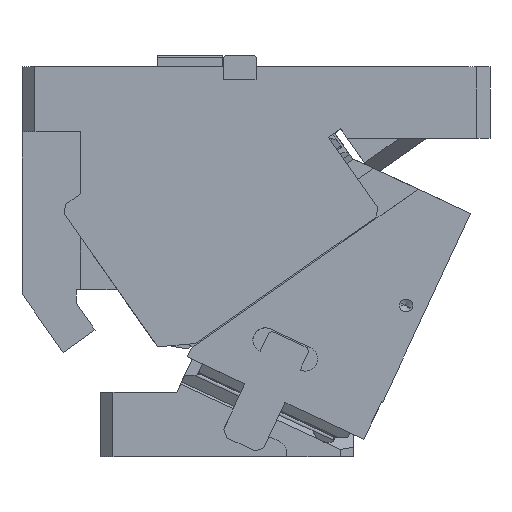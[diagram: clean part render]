
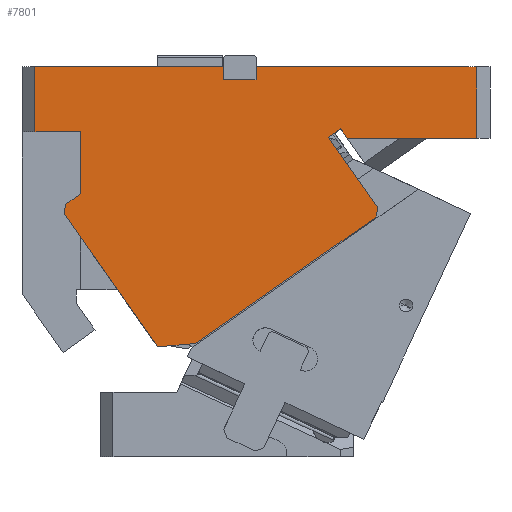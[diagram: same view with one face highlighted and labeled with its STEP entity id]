
A CAD part, front view. The second image highlights one B-rep face of the part: STEP entity #7801.
In plain terms, the highlighted planar face has unit normal (0, -1, 0).
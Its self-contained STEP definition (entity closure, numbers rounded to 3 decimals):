
#293=CARTESIAN_POINT('Vertex',(-310.,-110.,195.)) ;
#296=CARTESIAN_POINT('Line Origine',(-237.5,-110.,195.)) ;
#300=CARTESIAN_POINT('Vertex',(-165.,-110.,195.)) ;
#578=CARTESIAN_POINT('Vertex',(-310.,-110.,145.)) ;
#581=CARTESIAN_POINT('Line Origine',(-310.,-110.,170.)) ;
#609=CARTESIAN_POINT('Vertex',(-275.,-110.,145.)) ;
#612=CARTESIAN_POINT('Line Origine',(-292.5,-110.,145.)) ;
#1102=CARTESIAN_POINT('Vertex',(-275.,-110.,97.28)) ;
#1105=CARTESIAN_POINT('Line Origine',(-275.,-110.,121.14)) ;
#1258=CARTESIAN_POINT('Vertex',(-69.814,-110.,140.)) ;
#1261=CARTESIAN_POINT('Line Origine',(-72.38,-110.,143.664)) ;
#1265=CARTESIAN_POINT('Vertex',(-74.945,-110.,147.328)) ;
#1733=CARTESIAN_POINT('Vertex',(-286.401,-110.,89.296)) ;
#1736=CARTESIAN_POINT('Line Origine',(-280.701,-110.,93.288)) ;
#2343=CARTESIAN_POINT('Vertex',(-287.629,-110.,82.333)) ;
#2346=CARTESIAN_POINT('Line Origine',(-287.015,-110.,85.815)) ;
#3467=CARTESIAN_POINT('Vertex',(-165.,-110.,185.)) ;
#3470=CARTESIAN_POINT('Line Origine',(-152.5,-110.,185.)) ;
#3474=CARTESIAN_POINT('Vertex',(-140.,-110.,185.)) ;
#3502=CARTESIAN_POINT('Line Origine',(-140.,-110.,190.)) ;
#3506=CARTESIAN_POINT('Vertex',(-140.,-110.,195.)) ;
#3541=CARTESIAN_POINT('Vertex',(30.,-110.,140.)) ;
#3555=CARTESIAN_POINT('Vertex',(30.,-110.,195.)) ;
#3558=CARTESIAN_POINT('Line Origine',(30.,-110.,167.5)) ;
#3583=CARTESIAN_POINT('Vertex',(-46.366,-110.,86.463)) ;
#3586=CARTESIAN_POINT('Line Origine',(-46.98,-110.,82.981)) ;
#3590=CARTESIAN_POINT('Vertex',(-47.594,-110.,79.499)) ;
#3622=CARTESIAN_POINT('Vertex',(-186.587,-110.,-17.825)) ;
#3632=CARTESIAN_POINT('Line Origine',(-117.09,-110.,30.837)) ;
#6374=CARTESIAN_POINT('Vertex',(-84.365,-110.,140.731)) ;
#6377=CARTESIAN_POINT('Line Origine',(-65.366,-110.,113.597)) ;
#6400=CARTESIAN_POINT('Line Origine',(-201.15,-110.,-19.099)) ;
#6404=CARTESIAN_POINT('Vertex',(-215.713,-110.,-20.373)) ;
#6798=CARTESIAN_POINT('Line Origine',(-251.671,-110.,30.98)) ;
#7198=CARTESIAN_POINT('Line Origine',(-79.655,-110.,144.029)) ;
#7475=CARTESIAN_POINT('Line Origine',(-19.907,-110.,140.)) ;
#7519=CARTESIAN_POINT('Line Origine',(-55.,-110.,195.)) ;
#7763=CARTESIAN_POINT('Line Origine',(-165.,-110.,190.)) ;
#7775=CARTESIAN_POINT('Axis2P3D Location',(40.,-110.,145.)) ;
#297=DIRECTION('Vector Direction',(-1.,0.,0.)) ;
#582=DIRECTION('Vector Direction',(0.,0.,-1.)) ;
#613=DIRECTION('Vector Direction',(-1.,0.,0.)) ;
#1106=DIRECTION('Vector Direction',(0.,0.,-1.)) ;
#1262=DIRECTION('Vector Direction',(0.574,0.,-0.819)) ;
#1737=DIRECTION('Vector Direction',(-0.819,0.,-0.574)) ;
#2347=DIRECTION('Vector Direction',(-0.174,0.,-0.985)) ;
#3471=DIRECTION('Vector Direction',(-1.,0.,0.)) ;
#3503=DIRECTION('Vector Direction',(0.,0.,-1.)) ;
#3559=DIRECTION('Vector Direction',(0.,0.,1.)) ;
#3587=DIRECTION('Vector Direction',(0.174,0.,0.985)) ;
#3633=DIRECTION('Vector Direction',(0.819,0.,0.574)) ;
#6378=DIRECTION('Vector Direction',(0.574,0.,-0.819)) ;
#6401=DIRECTION('Vector Direction',(-0.996,0.,-0.087)) ;
#6799=DIRECTION('Vector Direction',(-0.574,0.,0.819)) ;
#7199=DIRECTION('Vector Direction',(-0.819,0.,-0.574)) ;
#7476=DIRECTION('Vector Direction',(1.,0.,0.)) ;
#7520=DIRECTION('Vector Direction',(-1.,0.,0.)) ;
#7764=DIRECTION('Vector Direction',(0.,0.,-1.)) ;
#7776=DIRECTION('Axis2P3D Direction',(0.,1.,0.)) ;
#7777=DIRECTION('Axis2P3D XDirection',(-1.,0.,0.)) ;
#7778=AXIS2_PLACEMENT_3D('Plane Axis2P3D',#7775,#7776,#7777) ;
#7781=ORIENTED_EDGE('',*,*,#3636,.T.) ;
#7782=ORIENTED_EDGE('',*,*,#3592,.T.) ;
#7783=ORIENTED_EDGE('',*,*,#6381,.F.) ;
#7784=ORIENTED_EDGE('',*,*,#7202,.F.) ;
#7785=ORIENTED_EDGE('',*,*,#1267,.T.) ;
#7786=ORIENTED_EDGE('',*,*,#7479,.T.) ;
#7787=ORIENTED_EDGE('',*,*,#3562,.T.) ;
#7788=ORIENTED_EDGE('',*,*,#7523,.T.) ;
#7789=ORIENTED_EDGE('',*,*,#3508,.T.) ;
#7790=ORIENTED_EDGE('',*,*,#3476,.T.) ;
#7791=ORIENTED_EDGE('',*,*,#7767,.F.) ;
#7792=ORIENTED_EDGE('',*,*,#302,.T.) ;
#7793=ORIENTED_EDGE('',*,*,#585,.T.) ;
#7794=ORIENTED_EDGE('',*,*,#616,.F.) ;
#7795=ORIENTED_EDGE('',*,*,#1109,.T.) ;
#7796=ORIENTED_EDGE('',*,*,#1740,.T.) ;
#7797=ORIENTED_EDGE('',*,*,#2350,.T.) ;
#7798=ORIENTED_EDGE('',*,*,#6802,.F.) ;
#7799=ORIENTED_EDGE('',*,*,#6406,.F.) ;
#298=VECTOR('Line Direction',#297,1.) ;
#583=VECTOR('Line Direction',#582,1.) ;
#614=VECTOR('Line Direction',#613,1.) ;
#1107=VECTOR('Line Direction',#1106,1.) ;
#1263=VECTOR('Line Direction',#1262,1.) ;
#1738=VECTOR('Line Direction',#1737,1.) ;
#2348=VECTOR('Line Direction',#2347,1.) ;
#3472=VECTOR('Line Direction',#3471,1.) ;
#3504=VECTOR('Line Direction',#3503,1.) ;
#3560=VECTOR('Line Direction',#3559,1.) ;
#3588=VECTOR('Line Direction',#3587,1.) ;
#3634=VECTOR('Line Direction',#3633,1.) ;
#6379=VECTOR('Line Direction',#6378,1.) ;
#6402=VECTOR('Line Direction',#6401,1.) ;
#6800=VECTOR('Line Direction',#6799,1.) ;
#7200=VECTOR('Line Direction',#7199,1.) ;
#7477=VECTOR('Line Direction',#7476,1.) ;
#7521=VECTOR('Line Direction',#7520,1.) ;
#7765=VECTOR('Line Direction',#7764,1.) ;
#7801=ADVANCED_FACE('CAM HOLDER',(#7800),#7779,.F.) ;
#302=EDGE_CURVE('',#301,#294,#299,.T.) ;
#585=EDGE_CURVE('',#294,#579,#584,.T.) ;
#616=EDGE_CURVE('',#610,#579,#615,.T.) ;
#1109=EDGE_CURVE('',#610,#1103,#1108,.T.) ;
#1267=EDGE_CURVE('',#1266,#1259,#1264,.T.) ;
#1740=EDGE_CURVE('',#1103,#1734,#1739,.T.) ;
#2350=EDGE_CURVE('',#1734,#2344,#2349,.T.) ;
#3476=EDGE_CURVE('',#3475,#3468,#3473,.T.) ;
#3508=EDGE_CURVE('',#3507,#3475,#3505,.T.) ;
#3562=EDGE_CURVE('',#3542,#3556,#3561,.T.) ;
#3592=EDGE_CURVE('',#3591,#3584,#3589,.T.) ;
#3636=EDGE_CURVE('',#3623,#3591,#3635,.T.) ;
#6381=EDGE_CURVE('',#6375,#3584,#6380,.T.) ;
#6406=EDGE_CURVE('',#3623,#6405,#6403,.T.) ;
#6802=EDGE_CURVE('',#6405,#2344,#6801,.T.) ;
#7202=EDGE_CURVE('',#1266,#6375,#7201,.T.) ;
#7479=EDGE_CURVE('',#1259,#3542,#7478,.T.) ;
#7523=EDGE_CURVE('',#3556,#3507,#7522,.T.) ;
#7767=EDGE_CURVE('',#301,#3468,#7766,.T.) ;
#7780=EDGE_LOOP('',(#7781,#7782,#7783,#7784,#7785,#7786,#7787,#7788,#7789,#7790,#7791,#7792,#7793,#7794,#7795,#7796,#7797,#7798,#7799)) ;
#7800=FACE_OUTER_BOUND('',#7780,.T.) ;
#299=LINE('Line',#296,#298) ;
#584=LINE('Line',#581,#583) ;
#615=LINE('Line',#612,#614) ;
#1108=LINE('Line',#1105,#1107) ;
#1264=LINE('Line',#1261,#1263) ;
#1739=LINE('Line',#1736,#1738) ;
#2349=LINE('Line',#2346,#2348) ;
#3473=LINE('Line',#3470,#3472) ;
#3505=LINE('Line',#3502,#3504) ;
#3561=LINE('Line',#3558,#3560) ;
#3589=LINE('Line',#3586,#3588) ;
#3635=LINE('Line',#3632,#3634) ;
#6380=LINE('Line',#6377,#6379) ;
#6403=LINE('Line',#6400,#6402) ;
#6801=LINE('Line',#6798,#6800) ;
#7201=LINE('Line',#7198,#7200) ;
#7478=LINE('Line',#7475,#7477) ;
#7522=LINE('Line',#7519,#7521) ;
#7766=LINE('Line',#7763,#7765) ;
#7779=PLANE('Plane',#7778) ;
#294=VERTEX_POINT('',#293) ;
#301=VERTEX_POINT('',#300) ;
#579=VERTEX_POINT('',#578) ;
#610=VERTEX_POINT('',#609) ;
#1103=VERTEX_POINT('',#1102) ;
#1259=VERTEX_POINT('',#1258) ;
#1266=VERTEX_POINT('',#1265) ;
#1734=VERTEX_POINT('',#1733) ;
#2344=VERTEX_POINT('',#2343) ;
#3468=VERTEX_POINT('',#3467) ;
#3475=VERTEX_POINT('',#3474) ;
#3507=VERTEX_POINT('',#3506) ;
#3542=VERTEX_POINT('',#3541) ;
#3556=VERTEX_POINT('',#3555) ;
#3584=VERTEX_POINT('',#3583) ;
#3591=VERTEX_POINT('',#3590) ;
#3623=VERTEX_POINT('',#3622) ;
#6375=VERTEX_POINT('',#6374) ;
#6405=VERTEX_POINT('',#6404) ;
